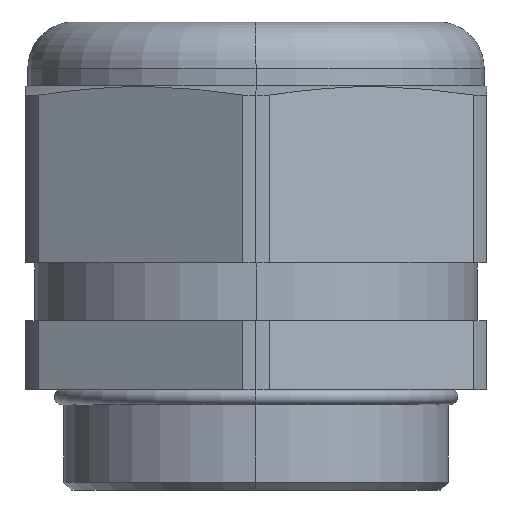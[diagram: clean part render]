
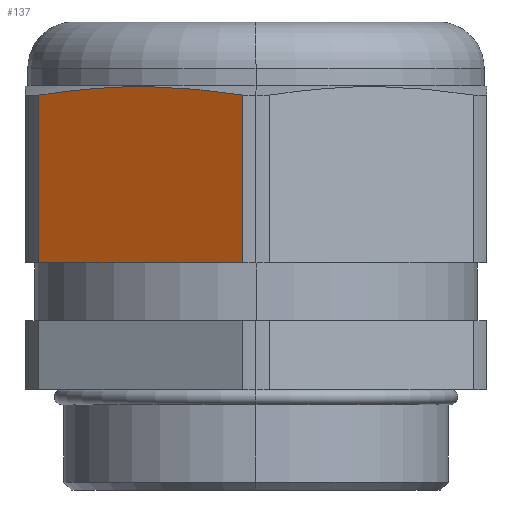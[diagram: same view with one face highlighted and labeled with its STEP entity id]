
A CAD part, left-side view. The second image highlights one B-rep face of the part: STEP entity #137.
In plain terms, the highlighted planar face has unit normal (-0.866, 0.5, 0).
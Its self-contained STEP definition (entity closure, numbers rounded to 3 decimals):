
#78 = EDGE_CURVE ( 'NONE', #211, #358, #515, .T. ) ;
#122 = EDGE_CURVE ( 'NONE', #376, #243, #542, .T. ) ;
#135 = EDGE_LOOP ( 'NONE', ( #155, #1370, #150, #136 ) ) ;
#136 = ORIENTED_EDGE ( 'NONE', *, *, #375, .T. ) ;
#137 = ADVANCED_FACE ( 'NONE', ( #576 ), #564, .F. ) ;
#150 = ORIENTED_EDGE ( 'NONE', *, *, #122, .F. ) ;
#155 = ORIENTED_EDGE ( 'NONE', *, *, #78, .F. ) ;
#211 = VERTEX_POINT ( 'NONE', #741 ) ;
#221 = EDGE_CURVE ( 'NONE', #211, #243, #872, .T. ) ;
#243 = VERTEX_POINT ( 'NONE', #729 ) ;
#358 = VERTEX_POINT ( 'NONE', #971 ) ;
#375 = EDGE_CURVE ( 'NONE', #376, #358, #1089, .T. ) ;
#376 = VERTEX_POINT ( 'NONE', #1042 ) ;
#459 = DIRECTION ( 'NONE',  ( 0., 0., -1. ) ) ;
#460 = VECTOR ( 'NONE', #459, 1000. ) ;
#488 = CARTESIAN_POINT ( 'NONE',  ( -33.602, 1.8, 60.8 ) ) ;
#515 = LINE ( 'NONE', #488, #460 ) ;
#539 = DIRECTION ( 'NONE',  ( 0., 0., 1. ) ) ;
#540 = VECTOR ( 'NONE', #539, 1000. ) ;
#541 = CARTESIAN_POINT ( 'NONE',  ( -18.36, 28.2, 60.8 ) ) ;
#542 = LINE ( 'NONE', #541, #540 ) ;
#564 = PLANE ( 'NONE',  #577 ) ;
#572 = DIRECTION ( 'NONE',  ( 0.5, 0.866, 0. ) ) ;
#573 = DIRECTION ( 'NONE',  ( 0.866, -0.5, 0. ) ) ;
#576 = FACE_OUTER_BOUND ( 'NONE', #135, .T. ) ;
#577 = AXIS2_PLACEMENT_3D ( 'NONE', #580, #573, #572 ) ;
#580 = CARTESIAN_POINT ( 'NONE',  ( -17.321, 30., 49.5 ) ) ;
#729 = CARTESIAN_POINT ( 'NONE',  ( -18.36, 28.2, 51.3 ) ) ;
#741 = CARTESIAN_POINT ( 'NONE',  ( -33.602, 1.8, 51.3 ) ) ;
#860 = CARTESIAN_POINT ( 'NONE',  ( -18.36, 28.2, 51.3 ) ) ;
#861 = CARTESIAN_POINT ( 'NONE',  ( -19.63, 26., 51.645 ) ) ;
#862 = CARTESIAN_POINT ( 'NONE',  ( -20.9, 23.8, 51.921 ) ) ;
#863 = CARTESIAN_POINT ( 'NONE',  ( -23.44, 19.4, 52.297 ) ) ;
#864 = CARTESIAN_POINT ( 'NONE',  ( -25.981, 15., 52.493 ) ) ;
#865 = CARTESIAN_POINT ( 'NONE',  ( -28.521, 10.6, 52.297 ) ) ;
#866 = CARTESIAN_POINT ( 'NONE',  ( -31.061, 6.2, 51.921 ) ) ;
#867 = CARTESIAN_POINT ( 'NONE',  ( -32.332, 4., 51.645 ) ) ;
#868 = CARTESIAN_POINT ( 'NONE',  ( -33.602, 1.8, 51.3 ) ) ;
#872 = B_SPLINE_CURVE_WITH_KNOTS ( 'NONE', 3,
 ( #868, #867, #866, #865, #864, #863, #862, #861, #860 ),
 .UNSPECIFIED., .F., .F.,
 ( 4, 2, 1, 2, 4 ),
 ( 0.002, 0.01, 0.017, 0.025, 0.033 ),
 .UNSPECIFIED. ) ;
#971 = CARTESIAN_POINT ( 'NONE',  ( -33.602, 1.8, 29.5 ) ) ;
#1042 = CARTESIAN_POINT ( 'NONE',  ( -18.36, 28.2, 29.5 ) ) ;
#1043 = DIRECTION ( 'NONE',  ( -0.5, -0.866, 0. ) ) ;
#1044 = VECTOR ( 'NONE', #1043, 1000. ) ;
#1089 = LINE ( 'NONE', #1112, #1044 ) ;
#1112 = CARTESIAN_POINT ( 'NONE',  ( -17.321, 30., 29.5 ) ) ;
#1370 = ORIENTED_EDGE ( 'NONE', *, *, #221, .T. ) ;
